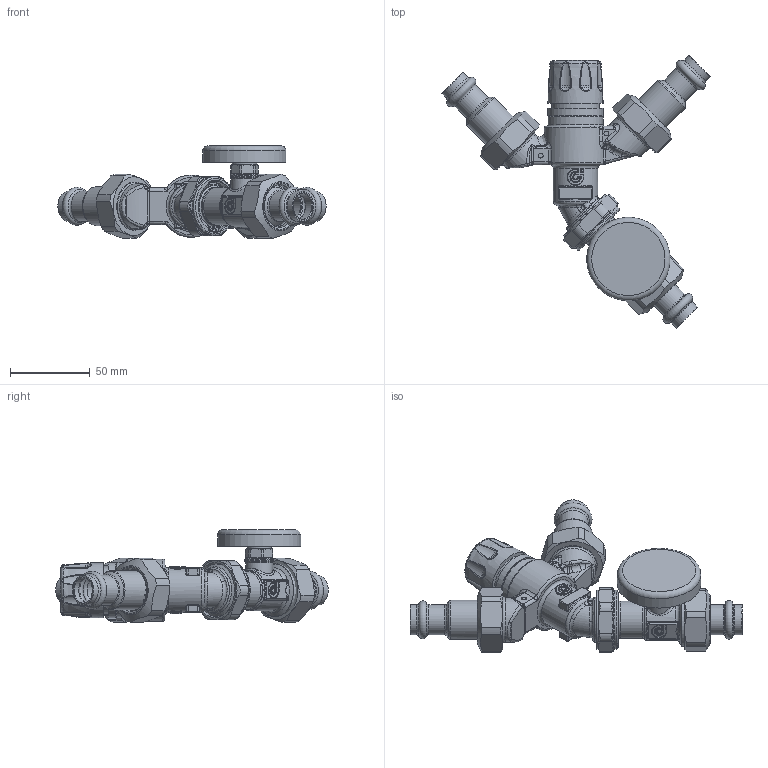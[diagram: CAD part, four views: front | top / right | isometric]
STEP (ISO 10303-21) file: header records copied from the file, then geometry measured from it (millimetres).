
FILE_DESCRIPTION(/* description */ (''),/* implementation_level */ '2;1');
FILE_NAME(/* name */ '520416AC.stp',/* time_stamp */ '2025-06-27T10:29:48-05:00',/* author */ ('ischreiner'),/* organization */ (''),/* preprocessor_version */ 'ST-DEVELOPER v20',/* originating_system */ 'Autodesk Inventor 2024',/* authorisation */ '');
FILE_SCHEMA (('AUTOMOTIVE_DESIGN { 1 0 10303 214 3 1 1 }'));
Products named in the file (7): 520416AC; 520051 body; Neoperl OV20; NA10403; 0.50 Tailpiece NA10864; NA10358_Simplify_1; F61008 - 1 inch union nut
Assembly tree (10 placements, depth 2):
  520416AC
    520051 body
    Neoperl OV20  x2
    NA10403
    0.50 Tailpiece NA10864  x2
    NA10358_Simplify_1
    F61008 - 1 inch union nut  x3
Bounding box: 168.21 x 170.99 x 57.97 mm (x, y, z)
Volume: 238579.3 mm3; surface area: 80849.4 mm2
Topology: 16 solids, 16 shells, 2063 faces, 4977 edges, 2888 vertices
Faces by surface type: plane 565, cylinder 527, bspline 506, torus 236, cone 117, sphere 112
Full cylindrical faces by diameter (mm): 3 x2, 5.24 x2, 9.017 x1, 11.176 x1, 11.227 x1, 12.6 x2, 12.954 x1, 13.6 x1, 15.113 x1, 15.24 x3, 15.875 x1, 16.154 x4, 16.205 x2, 16.55 x2, 17 x1, 18 x1, 18.796 x2, 18.847 x4, 19.55 x2, 19.6 x4, 20.091 x4, 20.625 x2, 23.5 x1, 24 x1, 24.384 x2, 26.924 x3, 27.686 x2, 27.7 x1, 28 x2, 29.591 x3
Entity records: 90122 total; most frequent: CARTESIAN_POINT 52879, ORIENTED_EDGE 7792, DIRECTION 7140, EDGE_CURVE 3896, AXIS2_PLACEMENT_3D 2974, VERTEX_POINT 2271, EDGE_LOOP 1779, FACE_OUTER_BOUND 1704
